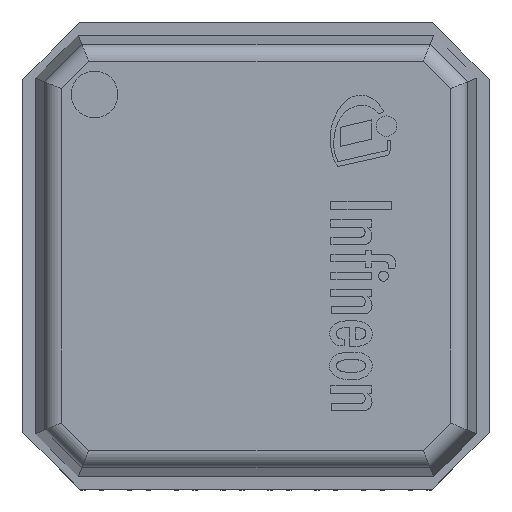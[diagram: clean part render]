
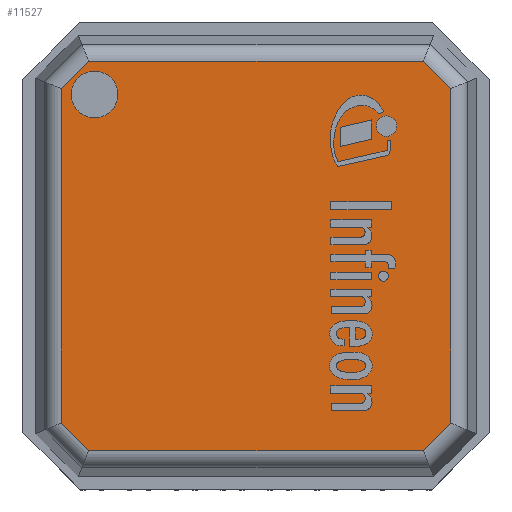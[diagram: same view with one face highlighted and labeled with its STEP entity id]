
A CAD part, top view. The second image highlights one B-rep face of the part: STEP entity #11527.
In plain terms, the highlighted planar face has unit normal (0, 0, 1).
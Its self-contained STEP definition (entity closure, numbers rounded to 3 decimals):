
#210=FACE_BOUND('',#1869,.T.);
#494=CIRCLE('',#12504,0.25);
#1201=FACE_OUTER_BOUND('',#1868,.T.);
#1868=EDGE_LOOP('',(#9954,#9955,#9956,#9957,#9958,#9959,#9960,#9961));
#1869=EDGE_LOOP('',(#9962));
#3038=LINE('',#18533,#4331);
#3040=LINE('',#18541,#4333);
#3042=LINE('',#18547,#4335);
#3045=LINE('',#18555,#4338);
#3047=LINE('',#18561,#4340);
#3049=LINE('',#18567,#4342);
#3051=LINE('',#18573,#4344);
#3053=LINE('',#18577,#4346);
#4331=VECTOR('',#15303,1.);
#4333=VECTOR('',#15311,1.);
#4335=VECTOR('',#15317,1.);
#4338=VECTOR('',#15324,1.);
#4340=VECTOR('',#15330,1.);
#4342=VECTOR('',#15336,1.);
#4344=VECTOR('',#15342,1.);
#4346=VECTOR('',#15348,1.);
#5440=VERTEX_POINT('',#18525);
#5442=VERTEX_POINT('',#18531);
#5443=VERTEX_POINT('',#18532);
#5446=VERTEX_POINT('',#18540);
#5448=VERTEX_POINT('',#18546);
#5451=VERTEX_POINT('',#18554);
#5453=VERTEX_POINT('',#18560);
#5455=VERTEX_POINT('',#18566);
#5457=VERTEX_POINT('',#18572);
#6962=EDGE_CURVE('',#5440,#5440,#494,.T.);
#6964=EDGE_CURVE('',#5442,#5443,#3038,.T.);
#6968=EDGE_CURVE('',#5443,#5446,#3040,.T.);
#6971=EDGE_CURVE('',#5446,#5448,#3042,.T.);
#6975=EDGE_CURVE('',#5448,#5451,#3045,.T.);
#6978=EDGE_CURVE('',#5451,#5453,#3047,.T.);
#6981=EDGE_CURVE('',#5453,#5455,#3049,.T.);
#6984=EDGE_CURVE('',#5455,#5457,#3051,.T.);
#6987=EDGE_CURVE('',#5457,#5442,#3053,.T.);
#9954=ORIENTED_EDGE('',*,*,#6964,.F.);
#9955=ORIENTED_EDGE('',*,*,#6987,.F.);
#9956=ORIENTED_EDGE('',*,*,#6984,.F.);
#9957=ORIENTED_EDGE('',*,*,#6981,.F.);
#9958=ORIENTED_EDGE('',*,*,#6978,.F.);
#9959=ORIENTED_EDGE('',*,*,#6975,.F.);
#9960=ORIENTED_EDGE('',*,*,#6971,.F.);
#9961=ORIENTED_EDGE('',*,*,#6968,.F.);
#9962=ORIENTED_EDGE('',*,*,#6962,.T.);
#10885=PLANE('',#12527);
#11527=ADVANCED_FACE('',(#1201,#210),#10885,.T.);
#12504=AXIS2_PLACEMENT_3D('',#18526,#15295,#15296);
#12527=AXIS2_PLACEMENT_3D('',#18596,#15366,#15367);
#15295=DIRECTION('center_axis',(0.,0.,-1.));
#15296=DIRECTION('ref_axis',(-1.,0.,0.));
#15303=DIRECTION('',(0.,-1.,0.));
#15311=DIRECTION('',(-0.707,-0.707,0.));
#15317=DIRECTION('',(-1.,0.,0.));
#15324=DIRECTION('',(-0.707,0.707,0.));
#15330=DIRECTION('',(0.,1.,0.));
#15336=DIRECTION('',(0.707,0.707,0.));
#15342=DIRECTION('',(1.,0.,0.));
#15348=DIRECTION('',(0.707,-0.707,0.));
#15366=DIRECTION('center_axis',(0.,0.,1.));
#15367=DIRECTION('ref_axis',(1.,0.,0.));
#18525=CARTESIAN_POINT('',(-1.475,1.725,0.9));
#18526=CARTESIAN_POINT('Origin',(-1.725,1.725,0.9));
#18531=CARTESIAN_POINT('',(2.082,1.787,0.9));
#18532=CARTESIAN_POINT('',(2.082,-1.787,0.9));
#18533=CARTESIAN_POINT('',(2.082,0.95,0.9));
#18540=CARTESIAN_POINT('',(1.787,-2.082,0.9));
#18541=CARTESIAN_POINT('',(2.048,-1.821,0.9));
#18546=CARTESIAN_POINT('',(-1.787,-2.082,0.9));
#18547=CARTESIAN_POINT('',(0.95,-2.082,0.9));
#18554=CARTESIAN_POINT('',(-2.082,-1.787,0.9));
#18555=CARTESIAN_POINT('',(-1.821,-2.048,0.9));
#18560=CARTESIAN_POINT('',(-2.082,1.787,0.9));
#18561=CARTESIAN_POINT('',(-2.082,-0.95,0.9));
#18566=CARTESIAN_POINT('',(-1.787,2.082,0.9));
#18567=CARTESIAN_POINT('',(-2.048,1.821,0.9));
#18572=CARTESIAN_POINT('',(1.787,2.082,0.9));
#18573=CARTESIAN_POINT('',(-0.95,2.082,0.9));
#18577=CARTESIAN_POINT('',(1.821,2.048,0.9));
#18596=CARTESIAN_POINT('Origin',(0.,0.,0.9));
